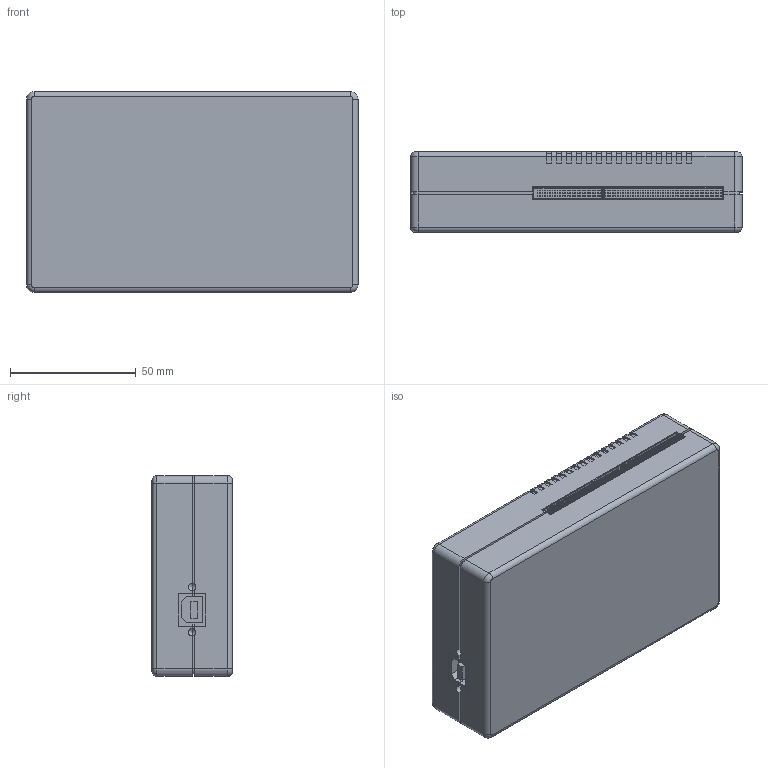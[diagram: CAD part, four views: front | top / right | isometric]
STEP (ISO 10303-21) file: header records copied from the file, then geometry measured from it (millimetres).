
FILE_DESCRIPTION (( 'STEP AP203' ), '1' );
FILE_NAME ('USB-4751L.STEP', '2008-04-17T02:35:11', ( 'Bryan Andersen' ), ( 'Andersen Professional 3-D Modeling' ), 'SwSTEP 2.0', 'SolidWorks 2007', '' );
FILE_SCHEMA (( 'CONFIG_CONTROL_DESIGN' ));
Products named in the file (1): USB-4751L
Bounding box: 132.2 x 32.1 x 80 mm (x, y, z)
Volume: 332160.2 mm3; surface area: 42586.8 mm2
Topology: 1 solids, 1 shells, 2234 faces, 5555 edges, 3692 vertices
Faces by surface type: plane 1199, cylinder 546, bspline 477, torus 8, cone 4
Entity records: 89382 total; most frequent: CARTESIAN_POINT 38155, ORIENTED_EDGE 11102, DIRECTION 9217, EDGE_CURVE 5551, VERTEX_POINT 3692, VECTOR 3493, LINE 3493, AXIS2_PLACEMENT_3D 2862
